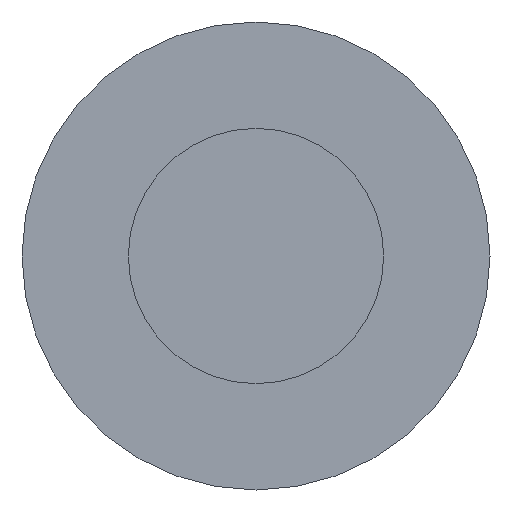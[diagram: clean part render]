
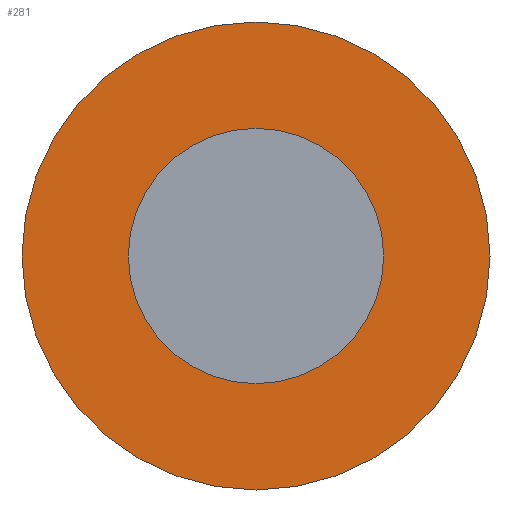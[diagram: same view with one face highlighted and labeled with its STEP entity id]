
A CAD part, front view. The second image highlights one B-rep face of the part: STEP entity #281.
In plain terms, the highlighted planar face has unit normal (0, -1, 0).
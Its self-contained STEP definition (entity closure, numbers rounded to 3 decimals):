
#13 = ORIENTED_EDGE ( 'NONE', *, *, #503, .T. ) ;
#21 = CARTESIAN_POINT ( 'NONE',  ( 0., 12., 2.75 ) ) ;
#62 = CARTESIAN_POINT ( 'NONE',  ( 0., 12., 0. ) ) ;
#64 = EDGE_CURVE ( 'NONE', #437, #241, #288, .T. ) ;
#94 = CARTESIAN_POINT ( 'NONE',  ( 2.75, 12., 0. ) ) ;
#108 = EDGE_CURVE ( 'NONE', #643, #485, #278, .T. ) ;
#151 = CARTESIAN_POINT ( 'NONE',  ( 0., 12., 0. ) ) ;
#156 = AXIS2_PLACEMENT_3D ( 'NONE', #62, #359, #560 ) ;
#164 = AXIS2_PLACEMENT_3D ( 'NONE', #151, #499, #198 ) ;
#169 = DIRECTION ( 'NONE',  ( 0., -1., 0. ) ) ;
#197 = CARTESIAN_POINT ( 'NONE',  ( 0., 12., -1.5 ) ) ;
#198 = DIRECTION ( 'NONE',  ( 0., 0., -1. ) ) ;
#201 = FACE_OUTER_BOUND ( 'NONE', #208, .T. ) ;
#208 = EDGE_LOOP ( 'NONE', ( #13, #219 ) ) ;
#211 = FACE_BOUND ( 'NONE', #388, .T. ) ;
#219 = ORIENTED_EDGE ( 'NONE', *, *, #64, .T. ) ;
#241 = VERTEX_POINT ( 'NONE', #247 ) ;
#245 = DIRECTION ( 'NONE',  ( 0., 0., -1. ) ) ;
#247 = CARTESIAN_POINT ( 'NONE',  ( 0., 12., -2.75 ) ) ;
#278 = CIRCLE ( 'NONE', #392, 1.5 ) ;
#281 = ADVANCED_FACE ( 'NONE', ( #201, #211 ), #441, .T. ) ;
#288 = CIRCLE ( 'NONE', #156, 2.75 ) ;
#337 = ORIENTED_EDGE ( 'NONE', *, *, #338, .F. ) ;
#338 = EDGE_CURVE ( 'NONE', #485, #643, #401, .T. ) ;
#359 = DIRECTION ( 'NONE',  ( 0., -1., 0. ) ) ;
#367 = CIRCLE ( 'NONE', #164, 2.75 ) ;
#388 = EDGE_LOOP ( 'NONE', ( #337, #517 ) ) ;
#392 = AXIS2_PLACEMENT_3D ( 'NONE', #635, #539, #632 ) ;
#401 = CIRCLE ( 'NONE', #582, 1.5 ) ;
#430 = CARTESIAN_POINT ( 'NONE',  ( 0., 12., 1.5 ) ) ;
#437 = VERTEX_POINT ( 'NONE', #21 ) ;
#441 = PLANE ( 'NONE',  #482 ) ;
#466 = CARTESIAN_POINT ( 'NONE',  ( 0., 12., 0. ) ) ;
#482 = AXIS2_PLACEMENT_3D ( 'NONE', #94, #597, #245 ) ;
#485 = VERTEX_POINT ( 'NONE', #197 ) ;
#499 = DIRECTION ( 'NONE',  ( 0., -1., 0. ) ) ;
#503 = EDGE_CURVE ( 'NONE', #241, #437, #367, .T. ) ;
#517 = ORIENTED_EDGE ( 'NONE', *, *, #108, .F. ) ;
#518 = DIRECTION ( 'NONE',  ( 0., 0., -1. ) ) ;
#539 = DIRECTION ( 'NONE',  ( 0., -1., 0. ) ) ;
#560 = DIRECTION ( 'NONE',  ( 0., 0., -1. ) ) ;
#582 = AXIS2_PLACEMENT_3D ( 'NONE', #466, #169, #518 ) ;
#597 = DIRECTION ( 'NONE',  ( 0., -1., 0. ) ) ;
#632 = DIRECTION ( 'NONE',  ( 0., 0., -1. ) ) ;
#635 = CARTESIAN_POINT ( 'NONE',  ( 0., 12., 0. ) ) ;
#643 = VERTEX_POINT ( 'NONE', #430 ) ;
